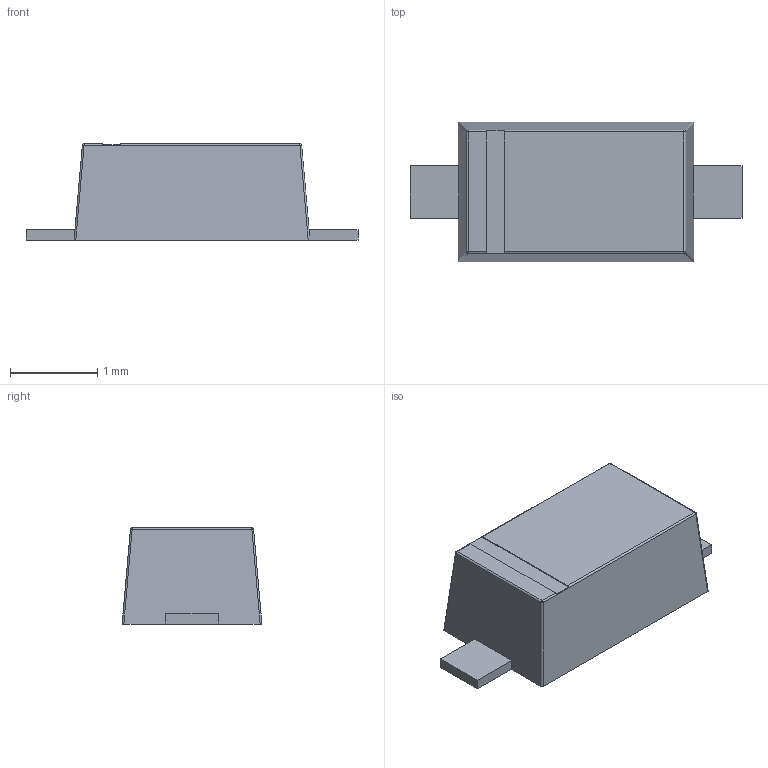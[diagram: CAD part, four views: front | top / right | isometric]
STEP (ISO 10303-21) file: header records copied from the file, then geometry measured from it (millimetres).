
FILE_DESCRIPTION (( 'STEP AP214' ), '1' );
FILE_NAME ('SOD-123F_L2.7-W1.6-LS3.8-RD.STEP', '2022-05-08T09:15:27', ( '微软用户' ), ( '微软中国' ), 'SwSTEP 2.0', 'SolidWorks 2020', '' );
FILE_SCHEMA (( 'AUTOMOTIVE_DESIGN' ));
Length unit declared in the file: millimetre
Products named in the file (1): SOD-123F_L2.7-W1.6-LS3.8-RD
Bounding box: 3.8 x 1.6 x 1.1 mm (x, y, z)
Volume: 4.4 mm3; surface area: 19.1 mm2
Topology: 3 solids, 3 shells, 101 faces, 252 edges, 164 vertices
Faces by surface type: plane 75, bspline 14, cylinder 8, sphere 4
Entity records: 4721 total; most frequent: CARTESIAN_POINT 1328, ORIENTED_EDGE 504, DIRECTION 412, EDGE_CURVE 252, LINE 204, VECTOR 204, VERTEX_POINT 164, EDGE_LOOP 108
